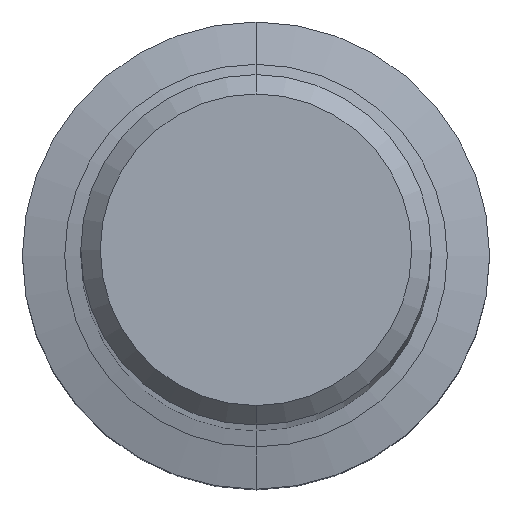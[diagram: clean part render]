
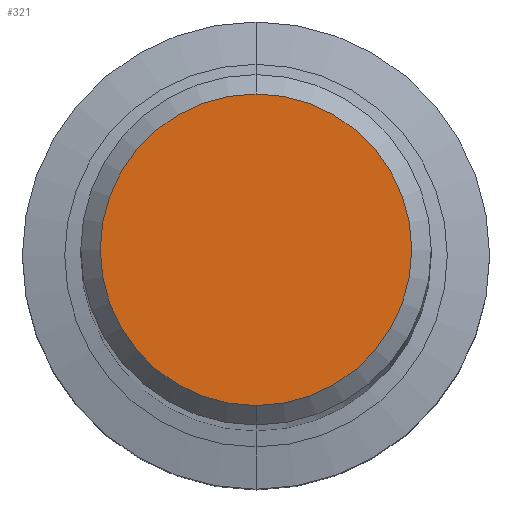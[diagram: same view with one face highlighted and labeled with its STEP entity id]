
A CAD part, top view. The second image highlights one B-rep face of the part: STEP entity #321.
In plain terms, the highlighted planar face has unit normal (0, 0, 1).
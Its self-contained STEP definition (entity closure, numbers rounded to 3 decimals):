
#249=VERTEX_POINT('',#608);
#321=ADVANCED_FACE('',(#690),#691,.T.);
#459=EDGE_CURVE('',#519,#249,#845,.T.);
#485=EDGE_CURVE('',#249,#519,#873,.T.);
#519=VERTEX_POINT('',#910);
#608=CARTESIAN_POINT('',(0.0,4.0,0.0));
#690=FACE_OUTER_BOUND('',#1200,.T.);
#691=PLANE('',#1201);
#845=CIRCLE('',#1458,4.0);
#873=CIRCLE('',#1502,4.0);
#910=CARTESIAN_POINT('',(0.,-4.0,0.0));
#1200=EDGE_LOOP('',(#1808,#1809));
#1201=AXIS2_PLACEMENT_3D('',#1810,#1811,#1812);
#1458=AXIS2_PLACEMENT_3D('',#2006,#2007,#2008);
#1502=AXIS2_PLACEMENT_3D('',#2040,#2041,#2042);
#1808=ORIENTED_EDGE('',*,*,#485,.F.);
#1809=ORIENTED_EDGE('',*,*,#459,.F.);
#1810=CARTESIAN_POINT('',(0.0,2.0,0.0));
#1811=DIRECTION('',(-0.0,0.0,1.0));
#1812=DIRECTION('',(0.0,-1.0,0.0));
#2006=CARTESIAN_POINT('',(0.0,0.0,0.0));
#2007=DIRECTION('',(0.0,0.0,-1.0));
#2008=DIRECTION('',(0.0,1.0,0.0));
#2040=CARTESIAN_POINT('',(0.0,0.0,0.0));
#2041=DIRECTION('',(0.0,0.0,-1.0));
#2042=DIRECTION('',(0.0,1.0,0.0));
